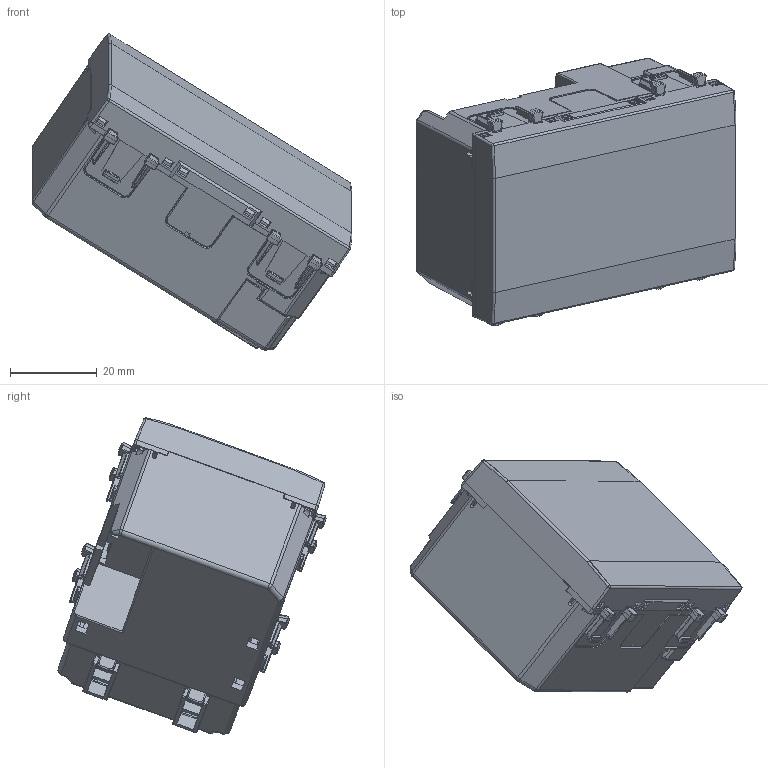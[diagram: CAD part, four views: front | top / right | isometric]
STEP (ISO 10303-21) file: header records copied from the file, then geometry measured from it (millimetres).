
FILE_DESCRIPTION(('CATIA V5 STEP Exchange'),'2;1');
FILE_NAME('441ABT6S.stp','2024-03-06T12:59:42+00:00',('none'),('none'),'CATIA Version 5-6 Release 2016 SP6','CATIA V5 STEP AP203','none');
FILE_SCHEMA(('CONFIG_CONTROL_DESIGN'));
Products named in the file (3): 44XABT6S; DA1003; DA0998_1 (SSM-107-X-DV-BE-A)
Assembly tree (10 placements, depth 4):
  44XABT6S
    #57
    #20857
    #26228
    DA1003
      #78752
      DA0998_1 (SSM-107-X-DV-BE-A)
        #80474
      #86966  x2
    #88976
Bounding box: 73.7 x 61.73 x 72.87 mm (x, y, z)
Volume: 24050.9 mm3; surface area: 37953.3 mm2
Topology: 7 solids, 7 shells, 2087 faces, 5722 edges, 3552 vertices
Faces by surface type: plane 1208, cylinder 607, bspline 116, sphere 64, cone 64, torus 28
Entity records: 88990 total; most frequent: CARTESIAN_POINT 43743, ORIENTED_EDGE 10880, DIRECTION 6790, EDGE_CURVE 5440, VERTEX_POINT 3429, VECTOR 3423, LINE 3423, EDGE_LOOP 2077
